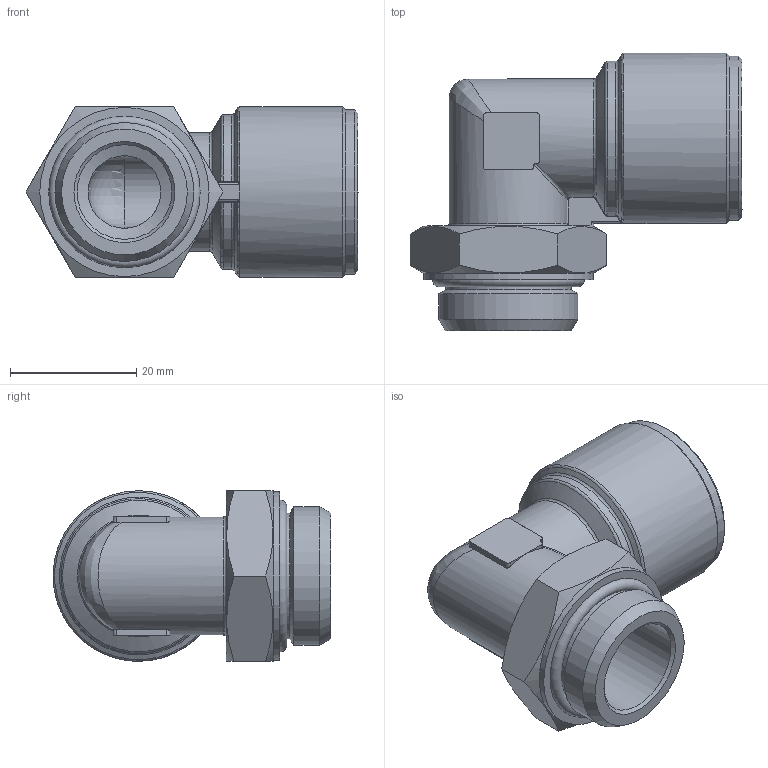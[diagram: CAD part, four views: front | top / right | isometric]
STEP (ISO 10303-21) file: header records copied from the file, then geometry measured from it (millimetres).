
FILE_DESCRIPTION(( 'MAF.16.15.M22X1.5.stp' ), '1');
FILE_NAME( 'MAF.16.15.M22X1.5.stp', '2021-02-19T15:27:10',( 'Sopra'),('sopra-pneumatic.com'), 'SwSTEP 2.0','SolidWorks 2009','' );
FILE_SCHEMA( ( 'AUTOMOTIVE_DESIGN { 1 0 10303 214 1 1 1 1 }' ) );
Length unit declared in the file: millimetre
Products named in the file (1): Rivoluzione2
Bounding box: 52.59 x 44 x 27 mm (x, y, z)
Volume: 19368.7 mm3; surface area: 10801.1 mm2
Topology: 1 solids, 1 shells, 257 faces, 678 edges, 440 vertices
Faces by surface type: plane 109, bspline 89, cylinder 38, cone 12, torus 8, sphere 1
Full cylindrical faces by diameter (mm): 10 x1, 11.5 x2, 11.8 x1, 15 x1, 15.18 x2, 19.9 x1, 22 x2, 26 x1, 26.8 x1, 27 x1
Entity records: 13825 total; most frequent: CARTESIAN_POINT 6240, ORIENTED_EDGE 1274, DIRECTION 850, EDGE_CURVE 637, VERTEX_POINT 428, LINE 322, VECTOR 322, EDGE_LOOP 304
